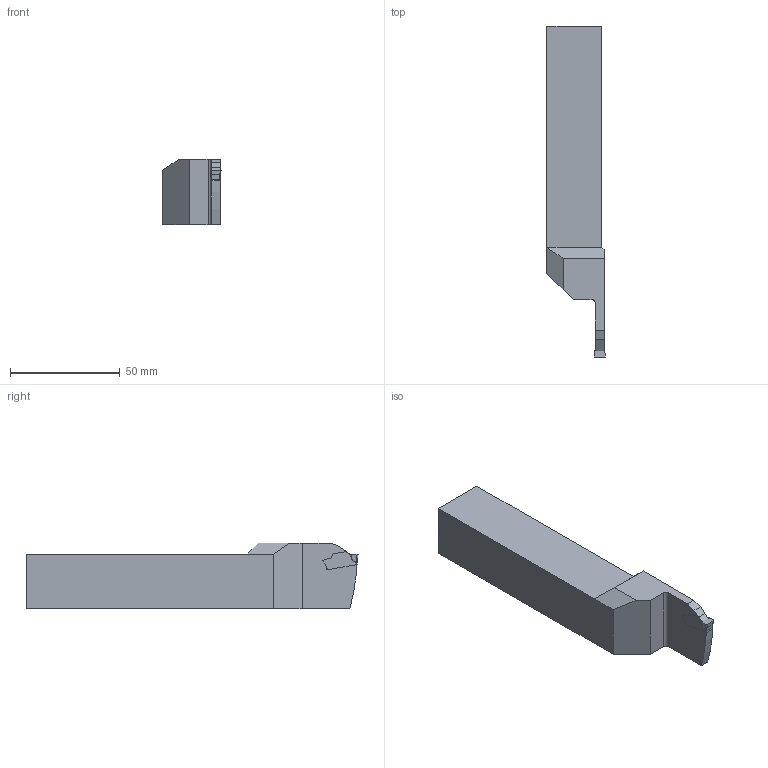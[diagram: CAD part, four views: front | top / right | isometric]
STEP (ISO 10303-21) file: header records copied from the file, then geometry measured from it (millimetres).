
FILE_DESCRIPTION(/* description */ (''),/* implementation_level */ '2;1');
FILE_NAME(/* name */ 'GFMR2525M0516_SIM.stp',/* time_stamp */ '2019-09-26T09:54:04+02:00',/* author */ (''),/* organization */ (''),/* preprocessor_version */ 'ST-DEVELOPER v16.7',/* originating_system */ 'SIEMENS PLM Software NX 12.0',/* authorisation */ '');
FILE_SCHEMA (('AUTOMOTIVE_DESIGN { 1 0 10303 214 3 1 1 1 }'));
Length unit declared in the file: millimetre
Products named in the file (1): fo343EC02276ffub
Bounding box: 26.5 x 151 x 30 mm (x, y, z)
Volume: 81654.9 mm3; surface area: 15670.4 mm2
Topology: 2 solids, 2 shells, 44 faces, 114 edges, 74 vertices
Faces by surface type: plane 30, cylinder 8, bspline 4, extrusion 2
Entity records: 1651 total; most frequent: CARTESIAN_POINT 565, ORIENTED_EDGE 228, DIRECTION 196, EDGE_CURVE 114, VECTOR 86, LINE 84, VERTEX_POINT 74, AXIS2_PLACEMENT_3D 55
